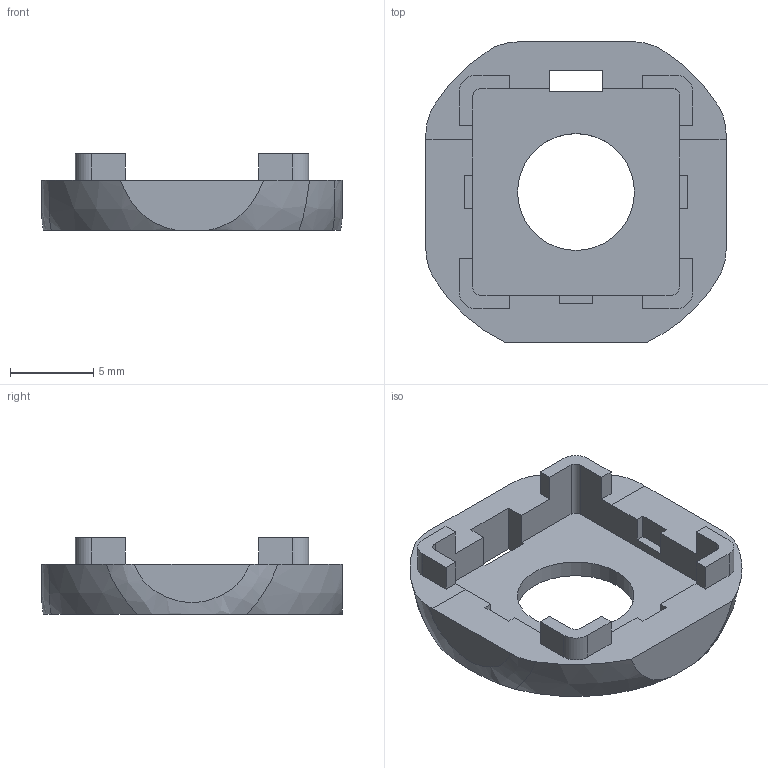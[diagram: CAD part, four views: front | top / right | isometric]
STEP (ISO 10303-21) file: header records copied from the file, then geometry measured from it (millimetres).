
FILE_DESCRIPTION(('HOOPS Exchange Step'),'2;1');
FILE_NAME('Cover - Switch plate.stp','2024-11-20T09:10:48+09:00',('hayashi'),('Unknown organisation'),'HOOPS Exchange 2023.2','HOOPS Exchange','Unknown authorisation');
FILE_SCHEMA( ('AP203_CONFIGURATION_CONTROLLED_3D_DESIGN_OF_MECHANICAL_PARTS_AND_ASSEMBLIES_MIM_LF') );
Length unit declared in the file: millimetre
Products named in the file (1): Solid 578
Bounding box: 18 x 18 x 4.6 mm (x, y, z)
Volume: 497.1 mm3; surface area: 854.5 mm2
Topology: 1 solids, 1 shells, 66 faces, 197 edges, 132 vertices
Faces by surface type: plane 49, cylinder 9, bspline 8
Full cylindrical faces by diameter (mm): 7 x1
Entity records: 3979 total; most frequent: CARTESIAN_POINT 2214, ORIENTED_EDGE 394, DIRECTION 324, EDGE_CURVE 197, VECTOR 146, LINE 146, VERTEX_POINT 132, AXIS2_PLACEMENT_3D 89
